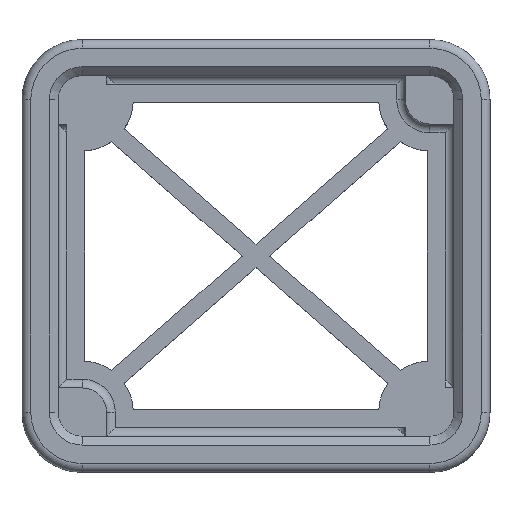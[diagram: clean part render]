
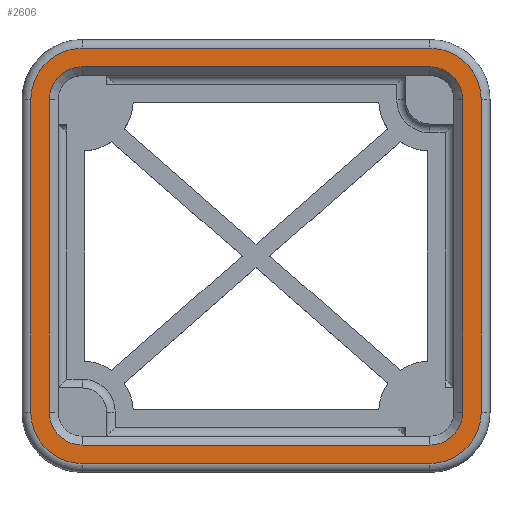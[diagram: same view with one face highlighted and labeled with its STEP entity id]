
A CAD part, top view. The second image highlights one B-rep face of the part: STEP entity #2606.
In plain terms, the highlighted planar face has unit normal (0, 0, 1).
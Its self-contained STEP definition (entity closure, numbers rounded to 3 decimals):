
#23=FACE_BOUND('',#364,.T.);
#206=FACE_OUTER_BOUND('',#363,.T.);
#363=EDGE_LOOP('',(#2137,#2138,#2139,#2140,#2141,#2142,#2143,#2144));
#364=EDGE_LOOP('',(#2145,#2146,#2147,#2148,#2149,#2150,#2151,#2152));
#607=LINE('',#4231,#879);
#612=LINE('',#4245,#884);
#616=LINE('',#4257,#888);
#620=LINE('',#4269,#892);
#635=LINE('',#4305,#907);
#636=LINE('',#4309,#908);
#637=LINE('',#4313,#909);
#638=LINE('',#4317,#910);
#879=VECTOR('',#3398,10.);
#884=VECTOR('',#3411,10.);
#888=VECTOR('',#3423,10.);
#892=VECTOR('',#3435,10.);
#907=VECTOR('',#3470,10.);
#908=VECTOR('',#3473,10.);
#909=VECTOR('',#3476,10.);
#910=VECTOR('',#3479,10.);
#1015=CIRCLE('',#2809,3.75);
#1017=CIRCLE('',#2813,3.75);
#1019=CIRCLE('',#2817,3.75);
#1021=CIRCLE('',#2821,3.75);
#1025=CIRCLE('',#2830,5.85);
#1026=CIRCLE('',#2831,5.85);
#1027=CIRCLE('',#2832,5.85);
#1028=CIRCLE('',#2833,5.85);
#1214=VERTEX_POINT('',#4228);
#1215=VERTEX_POINT('',#4230);
#1218=VERTEX_POINT('',#4237);
#1220=VERTEX_POINT('',#4243);
#1222=VERTEX_POINT('',#4249);
#1224=VERTEX_POINT('',#4255);
#1226=VERTEX_POINT('',#4261);
#1228=VERTEX_POINT('',#4267);
#1238=VERTEX_POINT('',#4303);
#1239=VERTEX_POINT('',#4304);
#1240=VERTEX_POINT('',#4306);
#1241=VERTEX_POINT('',#4308);
#1242=VERTEX_POINT('',#4310);
#1243=VERTEX_POINT('',#4312);
#1244=VERTEX_POINT('',#4314);
#1245=VERTEX_POINT('',#4316);
#1531=EDGE_CURVE('',#1214,#1215,#607,.T.);
#1535=EDGE_CURVE('',#1218,#1214,#1015,.T.);
#1538=EDGE_CURVE('',#1220,#1218,#612,.T.);
#1541=EDGE_CURVE('',#1222,#1220,#1017,.T.);
#1544=EDGE_CURVE('',#1224,#1222,#616,.T.);
#1547=EDGE_CURVE('',#1226,#1224,#1019,.T.);
#1550=EDGE_CURVE('',#1228,#1226,#620,.T.);
#1552=EDGE_CURVE('',#1215,#1228,#1021,.T.);
#1569=EDGE_CURVE('',#1238,#1239,#635,.T.);
#1570=EDGE_CURVE('',#1240,#1238,#1025,.T.);
#1571=EDGE_CURVE('',#1241,#1240,#636,.T.);
#1572=EDGE_CURVE('',#1242,#1241,#1026,.T.);
#1573=EDGE_CURVE('',#1243,#1242,#637,.T.);
#1574=EDGE_CURVE('',#1244,#1243,#1027,.T.);
#1575=EDGE_CURVE('',#1245,#1244,#638,.T.);
#1576=EDGE_CURVE('',#1239,#1245,#1028,.T.);
#2137=ORIENTED_EDGE('',*,*,#1569,.F.);
#2138=ORIENTED_EDGE('',*,*,#1570,.F.);
#2139=ORIENTED_EDGE('',*,*,#1571,.F.);
#2140=ORIENTED_EDGE('',*,*,#1572,.F.);
#2141=ORIENTED_EDGE('',*,*,#1573,.F.);
#2142=ORIENTED_EDGE('',*,*,#1574,.F.);
#2143=ORIENTED_EDGE('',*,*,#1575,.F.);
#2144=ORIENTED_EDGE('',*,*,#1576,.F.);
#2145=ORIENTED_EDGE('',*,*,#1531,.F.);
#2146=ORIENTED_EDGE('',*,*,#1535,.F.);
#2147=ORIENTED_EDGE('',*,*,#1538,.F.);
#2148=ORIENTED_EDGE('',*,*,#1541,.F.);
#2149=ORIENTED_EDGE('',*,*,#1544,.F.);
#2150=ORIENTED_EDGE('',*,*,#1547,.F.);
#2151=ORIENTED_EDGE('',*,*,#1550,.F.);
#2152=ORIENTED_EDGE('',*,*,#1552,.F.);
#2477=PLANE('',#2829);
#2606=ADVANCED_FACE('',(#206,#23),#2477,.T.);
#2809=AXIS2_PLACEMENT_3D('',#4239,#3404,#3405);
#2813=AXIS2_PLACEMENT_3D('',#4251,#3416,#3417);
#2817=AXIS2_PLACEMENT_3D('',#4263,#3428,#3429);
#2821=AXIS2_PLACEMENT_3D('',#4272,#3439,#3440);
#2829=AXIS2_PLACEMENT_3D('',#4302,#3468,#3469);
#2830=AXIS2_PLACEMENT_3D('',#4307,#3471,#3472);
#2831=AXIS2_PLACEMENT_3D('',#4311,#3474,#3475);
#2832=AXIS2_PLACEMENT_3D('',#4315,#3477,#3478);
#2833=AXIS2_PLACEMENT_3D('',#4318,#3480,#3481);
#3398=DIRECTION('',(1.,0.,0.));
#3404=DIRECTION('center_axis',(0.,0.,1.));
#3405=DIRECTION('ref_axis',(0.,-1.,0.));
#3411=DIRECTION('',(0.,-1.,0.));
#3416=DIRECTION('center_axis',(0.,0.,1.));
#3417=DIRECTION('ref_axis',(-1.,0.,0.));
#3423=DIRECTION('',(-1.,0.,0.));
#3428=DIRECTION('center_axis',(0.,0.,1.));
#3429=DIRECTION('ref_axis',(0.,1.,0.));
#3435=DIRECTION('',(0.,1.,0.));
#3439=DIRECTION('center_axis',(0.,0.,1.));
#3440=DIRECTION('ref_axis',(1.,0.,0.));
#3468=DIRECTION('center_axis',(0.,0.,1.));
#3469=DIRECTION('ref_axis',(1.,0.,0.));
#3470=DIRECTION('',(1.,0.,0.));
#3471=DIRECTION('center_axis',(0.,0.,-1.));
#3472=DIRECTION('ref_axis',(-0.707,0.707,0.));
#3473=DIRECTION('',(0.,1.,0.));
#3474=DIRECTION('center_axis',(0.,0.,-1.));
#3475=DIRECTION('ref_axis',(-0.707,-0.707,0.));
#3476=DIRECTION('',(-1.,0.,0.));
#3477=DIRECTION('center_axis',(0.,0.,-1.));
#3478=DIRECTION('ref_axis',(0.707,-0.707,0.));
#3479=DIRECTION('',(0.,-1.,0.));
#3480=DIRECTION('center_axis',(0.,0.,-1.));
#3481=DIRECTION('ref_axis',(0.707,0.707,0.));
#4228=CARTESIAN_POINT('',(-19.75,-21.5,5.));
#4230=CARTESIAN_POINT('',(19.75,-21.5,5.));
#4231=CARTESIAN_POINT('',(0.,-21.5,5.));
#4237=CARTESIAN_POINT('',(-23.5,-17.75,5.));
#4239=CARTESIAN_POINT('Origin',(-19.75,-17.75,5.));
#4243=CARTESIAN_POINT('',(-23.5,17.75,5.));
#4245=CARTESIAN_POINT('',(-23.5,0.,5.));
#4249=CARTESIAN_POINT('',(-19.75,21.5,5.));
#4251=CARTESIAN_POINT('Origin',(-19.75,17.75,5.));
#4255=CARTESIAN_POINT('',(19.75,21.5,5.));
#4257=CARTESIAN_POINT('',(0.,21.5,5.));
#4261=CARTESIAN_POINT('',(23.5,17.75,5.));
#4263=CARTESIAN_POINT('Origin',(19.75,17.75,5.));
#4267=CARTESIAN_POINT('',(23.5,-17.75,5.));
#4269=CARTESIAN_POINT('',(23.5,0.,5.));
#4272=CARTESIAN_POINT('Origin',(19.75,-17.75,5.));
#4302=CARTESIAN_POINT('Origin',(0.,0.,5.));
#4303=CARTESIAN_POINT('',(-19.75,23.6,5.));
#4304=CARTESIAN_POINT('',(19.75,23.6,5.));
#4305=CARTESIAN_POINT('',(9.875,23.6,5.));
#4306=CARTESIAN_POINT('',(-25.6,17.75,5.));
#4307=CARTESIAN_POINT('Origin',(-19.75,17.75,5.));
#4308=CARTESIAN_POINT('',(-25.6,-17.75,5.));
#4309=CARTESIAN_POINT('',(-25.6,8.875,5.));
#4310=CARTESIAN_POINT('',(-19.75,-23.6,5.));
#4311=CARTESIAN_POINT('Origin',(-19.75,-17.75,5.));
#4312=CARTESIAN_POINT('',(19.75,-23.6,5.));
#4313=CARTESIAN_POINT('',(-9.875,-23.6,5.));
#4314=CARTESIAN_POINT('',(25.6,-17.75,5.));
#4315=CARTESIAN_POINT('Origin',(19.75,-17.75,5.));
#4316=CARTESIAN_POINT('',(25.6,17.75,5.));
#4317=CARTESIAN_POINT('',(25.6,-8.875,5.));
#4318=CARTESIAN_POINT('Origin',(19.75,17.75,5.));
